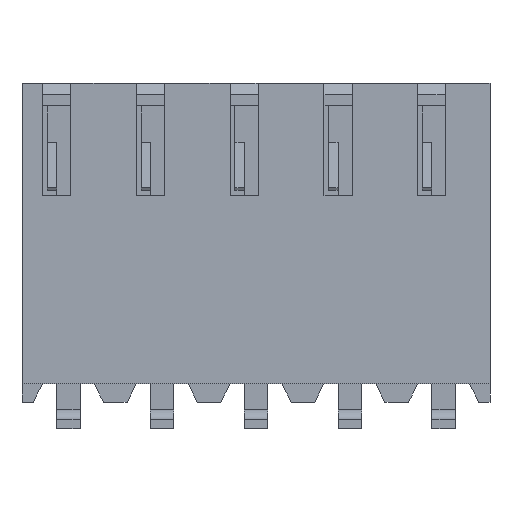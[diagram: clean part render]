
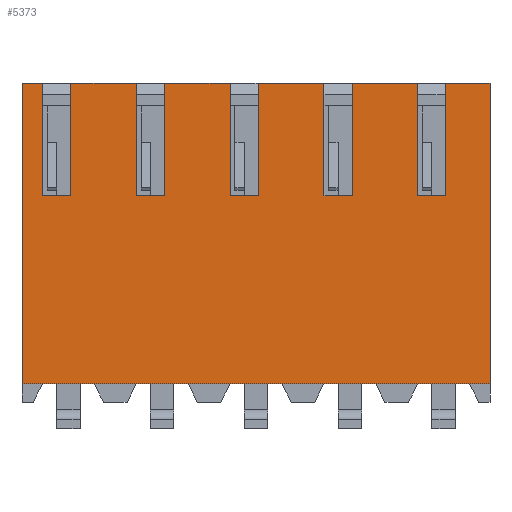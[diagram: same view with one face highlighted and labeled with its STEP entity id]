
A CAD part, front view. The second image highlights one B-rep face of the part: STEP entity #5373.
In plain terms, the highlighted planar face has unit normal (0, -1, 0).
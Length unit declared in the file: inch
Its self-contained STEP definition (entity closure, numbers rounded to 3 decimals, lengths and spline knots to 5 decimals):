
#157=DIRECTION('',(1.,0.,0.));
#158=VECTOR('',#157,0.499);
#159=CARTESIAN_POINT('',(-0.2495,-0.0995,0.02));
#160=LINE('',#159,#158);
#381=DIRECTION('',(1.,0.,0.));
#382=VECTOR('',#381,0.03);
#383=CARTESIAN_POINT('',(0.1725,-0.0995,0.22));
#384=LINE('',#383,#382);
#385=DIRECTION('',(0.,0.,-1.));
#386=VECTOR('',#385,0.12);
#387=CARTESIAN_POINT('',(0.2025,-0.0995,0.34));
#388=LINE('',#387,#386);
#389=DIRECTION('',(0.,0.,1.));
#390=VECTOR('',#389,0.32);
#391=CARTESIAN_POINT('',(-0.2495,-0.0995,0.02));
#392=LINE('',#391,#390);
#393=DIRECTION('',(0.,0.,-1.));
#394=VECTOR('',#393,0.12);
#395=CARTESIAN_POINT('',(-0.2275,-0.0995,0.34));
#396=LINE('',#395,#394);
#397=DIRECTION('',(1.,0.,0.));
#398=VECTOR('',#397,0.03);
#399=CARTESIAN_POINT('',(-0.2275,-0.0995,0.22));
#400=LINE('',#399,#398);
#401=DIRECTION('',(0.,0.,-1.));
#402=VECTOR('',#401,0.12);
#403=CARTESIAN_POINT('',(-0.1975,-0.0995,0.34));
#404=LINE('',#403,#402);
#405=DIRECTION('',(0.,0.,-1.));
#406=VECTOR('',#405,0.12);
#407=CARTESIAN_POINT('',(-0.1275,-0.0995,0.34));
#408=LINE('',#407,#406);
#409=DIRECTION('',(1.,0.,0.));
#410=VECTOR('',#409,0.03);
#411=CARTESIAN_POINT('',(-0.1275,-0.0995,0.22));
#412=LINE('',#411,#410);
#413=DIRECTION('',(0.,0.,-1.));
#414=VECTOR('',#413,0.12);
#415=CARTESIAN_POINT('',(-0.0975,-0.0995,0.34));
#416=LINE('',#415,#414);
#417=DIRECTION('',(0.,0.,-1.));
#418=VECTOR('',#417,0.12);
#419=CARTESIAN_POINT('',(-0.0275,-0.0995,0.34));
#420=LINE('',#419,#418);
#421=DIRECTION('',(1.,0.,0.));
#422=VECTOR('',#421,0.03);
#423=CARTESIAN_POINT('',(-0.0275,-0.0995,0.22));
#424=LINE('',#423,#422);
#425=DIRECTION('',(0.,0.,-1.));
#426=VECTOR('',#425,0.12);
#427=CARTESIAN_POINT('',(0.0025,-0.0995,0.34));
#428=LINE('',#427,#426);
#429=DIRECTION('',(0.,0.,-1.));
#430=VECTOR('',#429,0.12);
#431=CARTESIAN_POINT('',(0.0725,-0.0995,0.34));
#432=LINE('',#431,#430);
#433=DIRECTION('',(1.,0.,0.));
#434=VECTOR('',#433,0.03);
#435=CARTESIAN_POINT('',(0.0725,-0.0995,0.22));
#436=LINE('',#435,#434);
#437=DIRECTION('',(0.,0.,-1.));
#438=VECTOR('',#437,0.12);
#439=CARTESIAN_POINT('',(0.1025,-0.0995,0.34));
#440=LINE('',#439,#438);
#441=DIRECTION('',(0.,0.,-1.));
#442=VECTOR('',#441,0.12);
#443=CARTESIAN_POINT('',(0.1725,-0.0995,0.34));
#444=LINE('',#443,#442);
#653=DIRECTION('',(1.,0.,0.));
#654=VECTOR('',#653,0.047);
#655=CARTESIAN_POINT('',(0.2025,-0.0995,0.34));
#656=LINE('',#655,#654);
#685=DIRECTION('',(1.,0.,0.));
#686=VECTOR('',#685,0.07);
#687=CARTESIAN_POINT('',(0.1025,-0.0995,0.34));
#688=LINE('',#687,#686);
#717=DIRECTION('',(1.,0.,0.));
#718=VECTOR('',#717,0.07);
#719=CARTESIAN_POINT('',(0.0025,-0.0995,0.34));
#720=LINE('',#719,#718);
#749=DIRECTION('',(1.,0.,0.));
#750=VECTOR('',#749,0.07);
#751=CARTESIAN_POINT('',(-0.0975,-0.0995,0.34));
#752=LINE('',#751,#750);
#781=DIRECTION('',(1.,0.,0.));
#782=VECTOR('',#781,0.07);
#783=CARTESIAN_POINT('',(-0.1975,-0.0995,0.34));
#784=LINE('',#783,#782);
#813=DIRECTION('',(1.,0.,0.));
#814=VECTOR('',#813,0.022);
#815=CARTESIAN_POINT('',(-0.2495,-0.0995,0.34));
#816=LINE('',#815,#814);
#2453=DIRECTION('',(0.,0.,1.));
#2454=VECTOR('',#2453,0.32);
#2455=CARTESIAN_POINT('',(0.2495,-0.0995,0.02));
#2456=LINE('',#2455,#2454);
#3658=CARTESIAN_POINT('',(-0.2495,-0.0995,0.34));
#3660=VERTEX_POINT('',#3658);
#3661=CARTESIAN_POINT('',(0.2495,-0.0995,0.34));
#3663=VERTEX_POINT('',#3661);
#3817=CARTESIAN_POINT('',(-0.2495,-0.0995,0.02));
#3819=VERTEX_POINT('',#3817);
#3825=CARTESIAN_POINT('',(0.2495,-0.0995,0.02));
#3827=VERTEX_POINT('',#3825);
#3869=CARTESIAN_POINT('',(-0.2275,-0.0995,0.34));
#3871=VERTEX_POINT('',#3869);
#3873=CARTESIAN_POINT('',(-0.1975,-0.0995,0.34));
#3875=VERTEX_POINT('',#3873);
#3877=CARTESIAN_POINT('',(-0.2275,-0.0995,0.22));
#3878=CARTESIAN_POINT('',(-0.1975,-0.0995,0.22));
#3879=VERTEX_POINT('',#3877);
#3880=VERTEX_POINT('',#3878);
#3887=CARTESIAN_POINT('',(-0.1275,-0.0995,0.34));
#3889=VERTEX_POINT('',#3887);
#3891=CARTESIAN_POINT('',(-0.0975,-0.0995,0.34));
#3893=VERTEX_POINT('',#3891);
#3895=CARTESIAN_POINT('',(-0.1275,-0.0995,0.22));
#3896=CARTESIAN_POINT('',(-0.0975,-0.0995,0.22));
#3897=VERTEX_POINT('',#3895);
#3898=VERTEX_POINT('',#3896);
#3905=CARTESIAN_POINT('',(-0.0275,-0.0995,0.34));
#3907=VERTEX_POINT('',#3905);
#3909=CARTESIAN_POINT('',(0.0025,-0.0995,0.34));
#3911=VERTEX_POINT('',#3909);
#3913=CARTESIAN_POINT('',(-0.0275,-0.0995,0.22));
#3914=CARTESIAN_POINT('',(0.0025,-0.0995,0.22));
#3915=VERTEX_POINT('',#3913);
#3916=VERTEX_POINT('',#3914);
#3923=CARTESIAN_POINT('',(0.0725,-0.0995,0.34));
#3925=VERTEX_POINT('',#3923);
#3927=CARTESIAN_POINT('',(0.1025,-0.0995,0.34));
#3929=VERTEX_POINT('',#3927);
#3931=CARTESIAN_POINT('',(0.0725,-0.0995,0.22));
#3932=CARTESIAN_POINT('',(0.1025,-0.0995,0.22));
#3933=VERTEX_POINT('',#3931);
#3934=VERTEX_POINT('',#3932);
#3941=CARTESIAN_POINT('',(0.1725,-0.0995,0.34));
#3943=VERTEX_POINT('',#3941);
#3945=CARTESIAN_POINT('',(0.2025,-0.0995,0.34));
#3947=VERTEX_POINT('',#3945);
#3949=CARTESIAN_POINT('',(0.1725,-0.0995,0.22));
#3950=CARTESIAN_POINT('',(0.2025,-0.0995,0.22));
#3951=VERTEX_POINT('',#3949);
#3952=VERTEX_POINT('',#3950);
#5320=CARTESIAN_POINT('',(-0.2495,-0.0995,0.));
#5321=DIRECTION('',(0.,-1.,0.));
#5322=DIRECTION('',(1.,0.,0.));
#5323=AXIS2_PLACEMENT_3D('',#5320,#5321,#5322);
#5324=PLANE('',#5323);
#5326=ORIENTED_EDGE('',*,*,#5325,.T.);
#5328=ORIENTED_EDGE('',*,*,#5327,.F.);
#5330=ORIENTED_EDGE('',*,*,#5329,.T.);
#5332=ORIENTED_EDGE('',*,*,#5331,.F.);
#5333=ORIENTED_EDGE('',*,*,#5144,.F.);
#5334=ORIENTED_EDGE('',*,*,#5130,.T.);
#5336=ORIENTED_EDGE('',*,*,#5335,.T.);
#5338=ORIENTED_EDGE('',*,*,#5337,.T.);
#5340=ORIENTED_EDGE('',*,*,#5339,.T.);
#5342=ORIENTED_EDGE('',*,*,#5341,.F.);
#5344=ORIENTED_EDGE('',*,*,#5343,.T.);
#5346=ORIENTED_EDGE('',*,*,#5345,.T.);
#5348=ORIENTED_EDGE('',*,*,#5347,.T.);
#5350=ORIENTED_EDGE('',*,*,#5349,.F.);
#5352=ORIENTED_EDGE('',*,*,#5351,.T.);
#5354=ORIENTED_EDGE('',*,*,#5353,.T.);
#5356=ORIENTED_EDGE('',*,*,#5355,.T.);
#5358=ORIENTED_EDGE('',*,*,#5357,.F.);
#5360=ORIENTED_EDGE('',*,*,#5359,.T.);
#5362=ORIENTED_EDGE('',*,*,#5361,.T.);
#5364=ORIENTED_EDGE('',*,*,#5363,.T.);
#5366=ORIENTED_EDGE('',*,*,#5365,.F.);
#5368=ORIENTED_EDGE('',*,*,#5367,.T.);
#5370=ORIENTED_EDGE('',*,*,#5369,.T.);
#5371=EDGE_LOOP('',(#5326,#5328,#5330,#5332,#5333,#5334,#5336,#5338,#5340,#5342,
#5344,#5346,#5348,#5350,#5352,#5354,#5356,#5358,#5360,#5362,#5364,#5366,#5368,
#5370));
#5372=FACE_OUTER_BOUND('',#5371,.F.);
#5373=ADVANCED_FACE('',(#5372),#5324,.T.);
#5130=EDGE_CURVE('',#3819,#3660,#392,.T.);
#5144=EDGE_CURVE('',#3819,#3827,#160,.T.);
#5325=EDGE_CURVE('',#3951,#3952,#384,.T.);
#5327=EDGE_CURVE('',#3947,#3952,#388,.T.);
#5329=EDGE_CURVE('',#3947,#3663,#656,.T.);
#5331=EDGE_CURVE('',#3827,#3663,#2456,.T.);
#5335=EDGE_CURVE('',#3660,#3871,#816,.T.);
#5337=EDGE_CURVE('',#3871,#3879,#396,.T.);
#5339=EDGE_CURVE('',#3879,#3880,#400,.T.);
#5341=EDGE_CURVE('',#3875,#3880,#404,.T.);
#5343=EDGE_CURVE('',#3875,#3889,#784,.T.);
#5345=EDGE_CURVE('',#3889,#3897,#408,.T.);
#5347=EDGE_CURVE('',#3897,#3898,#412,.T.);
#5349=EDGE_CURVE('',#3893,#3898,#416,.T.);
#5351=EDGE_CURVE('',#3893,#3907,#752,.T.);
#5353=EDGE_CURVE('',#3907,#3915,#420,.T.);
#5355=EDGE_CURVE('',#3915,#3916,#424,.T.);
#5357=EDGE_CURVE('',#3911,#3916,#428,.T.);
#5359=EDGE_CURVE('',#3911,#3925,#720,.T.);
#5361=EDGE_CURVE('',#3925,#3933,#432,.T.);
#5363=EDGE_CURVE('',#3933,#3934,#436,.T.);
#5365=EDGE_CURVE('',#3929,#3934,#440,.T.);
#5367=EDGE_CURVE('',#3929,#3943,#688,.T.);
#5369=EDGE_CURVE('',#3943,#3951,#444,.T.);
